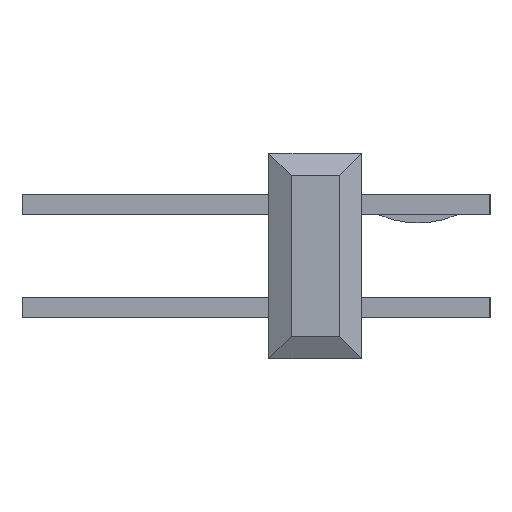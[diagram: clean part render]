
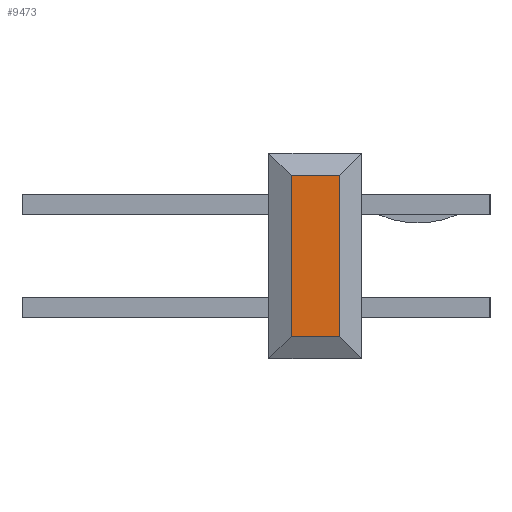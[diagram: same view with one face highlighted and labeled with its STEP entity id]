
A CAD part, left-side view. The second image highlights one B-rep face of the part: STEP entity #9473.
In plain terms, the highlighted planar face has unit normal (-1, 0, 0).
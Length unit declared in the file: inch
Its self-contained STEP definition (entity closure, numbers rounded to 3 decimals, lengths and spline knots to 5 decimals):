
#2105=DIRECTION('',(0.,-1.,0.));
#2106=VECTOR('',#2105,0.0467);
#2107=CARTESIAN_POINT('',(-1.,0.02335,0.07835));
#2108=LINE('',#2107,#2106);
#2109=DIRECTION('',(0.,0.,-1.));
#2110=VECTOR('',#2109,0.1567);
#2111=CARTESIAN_POINT('',(-1.,-0.02335,0.07835));
#2112=LINE('',#2111,#2110);
#2113=DIRECTION('',(0.,-1.,0.));
#2114=VECTOR('',#2113,0.0467);
#2115=CARTESIAN_POINT('',(-1.,0.02335,-0.07835));
#2116=LINE('',#2115,#2114);
#2117=DIRECTION('',(0.,0.,1.));
#2118=VECTOR('',#2117,0.1567);
#2119=CARTESIAN_POINT('',(-1.,0.02335,-0.07835));
#2120=LINE('',#2119,#2118);
#7201=CARTESIAN_POINT('',(-1.,0.02335,0.07835));
#7202=CARTESIAN_POINT('',(-1.,-0.02335,0.07835));
#7203=VERTEX_POINT('',#7201);
#7204=VERTEX_POINT('',#7202);
#7209=CARTESIAN_POINT('',(-1.,-0.02335,-0.07835));
#7210=VERTEX_POINT('',#7209);
#7215=CARTESIAN_POINT('',(-1.,0.02335,-0.07835));
#7216=VERTEX_POINT('',#7215);
#9459=CARTESIAN_POINT('',(-1.,-0.045,-0.1));
#9460=DIRECTION('',(-1.,0.,0.));
#9461=DIRECTION('',(0.,0.,1.));
#9462=AXIS2_PLACEMENT_3D('',#9459,#9460,#9461);
#9463=PLANE('',#9462);
#9464=ORIENTED_EDGE('',*,*,#9449,.T.);
#9466=ORIENTED_EDGE('',*,*,#9465,.T.);
#9468=ORIENTED_EDGE('',*,*,#9467,.F.);
#9470=ORIENTED_EDGE('',*,*,#9469,.T.);
#9471=EDGE_LOOP('',(#9464,#9466,#9468,#9470));
#9472=FACE_OUTER_BOUND('',#9471,.F.);
#9473=ADVANCED_FACE('',(#9472),#9463,.T.);
#9449=EDGE_CURVE('',#7203,#7204,#2108,.T.);
#9465=EDGE_CURVE('',#7204,#7210,#2112,.T.);
#9467=EDGE_CURVE('',#7216,#7210,#2116,.T.);
#9469=EDGE_CURVE('',#7216,#7203,#2120,.T.);
